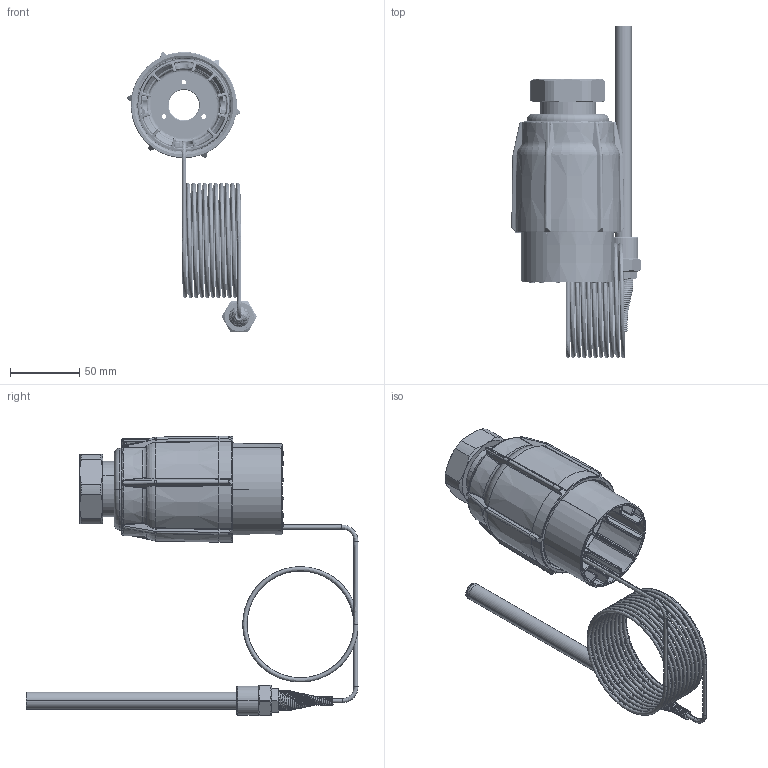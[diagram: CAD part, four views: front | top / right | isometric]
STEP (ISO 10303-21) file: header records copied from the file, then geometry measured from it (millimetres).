
FILE_DESCRIPTION((''),'2;1');
FILE_NAME('065-0596_AVT_DN15-25_ASM','2015-02-27T',('u317927'),('Danfoss'),'PRO/ENGINEER BY PARAMETRIC TECHNOLOGY CORPORATION, 2014000','PRO/ENGINEER BY PARAMETRIC TECHNOLOGY CORPORATION, 2014000','');
FILE_SCHEMA(('CONFIG_CONTROL_DESIGN'));
Length unit declared in the file: millimetre
Products named in the file (29): MANIFOLD_SOLID_BREP_39948; MANIFOLD_SOLID_BREP_79703; MANIFOLD_SOLID_BREP_79731; MANIFOLD_SOLID_BREP_79768; MANIFOLD_SOLID_BREP_79805; MANIFOLD_SOLID_BREP_79842; MANIFOLD_SOLID_BREP_79879; MANIFOLD_SOLID_BREP_79916; MANIFOLD_SOLID_BREP_79953; MANIFOLD_SOLID_BREP_79990; MANIFOLD_SOLID_BREP_80027; 8460531_1_ASM; 8460532_1; 8890090_1; 8460530_1; 8460575_1; 8460580_1; 8460578_1; 8460557_ASM_3_ASM; 8460534_1; 8461056_1; 8461050_1; 8461057_1; 8461024_1; 8461025_1; 8460567_ASM_1_ASM; 8539013_1; 065-0596_ASM_2_ASM; 065-0596_AVT_DN15-25_ASM
Assembly tree (28 placements, depth 4):
  065-0596_AVT_DN15-25_ASM
    065-0596_ASM_2_ASM
      8460531_1_ASM
        MANIFOLD_SOLID_BREP_39948
        MANIFOLD_SOLID_BREP_79703
        MANIFOLD_SOLID_BREP_79731
        MANIFOLD_SOLID_BREP_79768
        MANIFOLD_SOLID_BREP_79805
        MANIFOLD_SOLID_BREP_79842
        MANIFOLD_SOLID_BREP_79879
        MANIFOLD_SOLID_BREP_79916
        MANIFOLD_SOLID_BREP_79953
        MANIFOLD_SOLID_BREP_79990
        MANIFOLD_SOLID_BREP_80027
      8460532_1
      8890090_1
      8460530_1
      8460557_ASM_3_ASM
        8460575_1
        8460580_1
        8460578_1
      8460534_1
      8460567_ASM_1_ASM
        8461056_1
        8461050_1
        8461057_1
        8461024_1
        8461025_1
      8539013_1
Bounding box: 93.16 x 239.3 x 201.74 mm (x, y, z)
Volume: 144013.8 mm3; surface area: 206724.8 mm2
Topology: 15 solids, 38 shells, 1853 faces, 4926 edges, 3123 vertices
Faces by surface type: bspline 561, cylinder 499, plane 383, torus 224, cone 159, extrusion 17, revolution 8, sphere 2
Entity records: 104271 total; most frequent: CARTESIAN_POINT 62901, ORIENTED_EDGE 9519, DIRECTION 6914, EDGE_CURVE 4924, VERTEX_POINT 3125, AXIS2_PLACEMENT_3D 2831, B_SPLINE_CURVE_WITH_KNOTS 2252, EDGE_LOOP 1918
